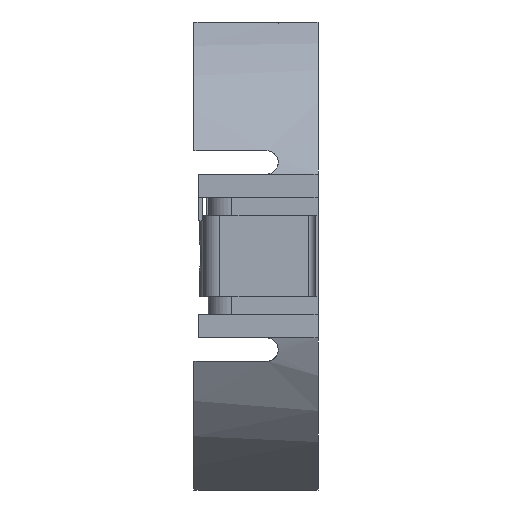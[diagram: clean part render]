
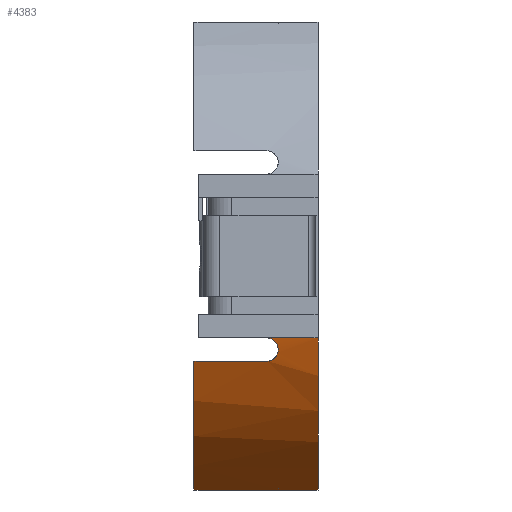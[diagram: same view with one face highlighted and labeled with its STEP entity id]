
A CAD part, left-side view. The second image highlights one B-rep face of the part: STEP entity #4383.
In plain terms, the highlighted cylindrical face has radius 11.2 mm (diameter 22.4 mm), a partial arc.
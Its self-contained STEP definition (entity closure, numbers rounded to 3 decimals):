
#2125 = VERTEX_POINT('',#2126);
#2126 = CARTESIAN_POINT('',(-5.044,5.3,-10.));
#2132 = EDGE_CURVE('',#2133,#2125,#2135,.T.);
#2133 = VERTEX_POINT('',#2134);
#2134 = CARTESIAN_POINT('',(-10.256,5.3,-4.5));
#2135 = CIRCLE('',#2136,11.2);
#2136 = AXIS2_PLACEMENT_3D('',#2137,#2138,#2139);
#2137 = CARTESIAN_POINT('',(0.,5.3,0.));
#2138 = DIRECTION('',(0.,-1.,0.));
#2139 = DIRECTION('',(0.,0.,-1.));
#2161 = VERTEX_POINT('',#2162);
#2162 = CARTESIAN_POINT('',(-5.044,1.7,-10.));
#2168 = EDGE_CURVE('',#2125,#2161,#2169,.T.);
#2169 = LINE('',#2170,#2171);
#2170 = CARTESIAN_POINT('',(-5.044,5.3,-10.));
#2171 = VECTOR('',#2172,1.);
#2172 = DIRECTION('',(0.,-1.,0.));
#3512 = VERTEX_POINT('',#3513);
#3513 = CARTESIAN_POINT('',(-10.256,2.2,-4.5));
#3552 = VERTEX_POINT('',#3553);
#3553 = CARTESIAN_POINT('',(-10.639,2.2,-3.5));
#3559 = EDGE_CURVE('',#3552,#3512,#3560,.T.);
#3560 = B_SPLINE_CURVE_WITH_KNOTS('',3,(#3561,#3562,#3563,#3564,#3565,
    #3566,#3567,#3568,#3569,#3570,#3571,#3572,#3573,#3574,#3575,#3576,
    #3577,#3578),.UNSPECIFIED.,.F.,.F.,(4,2,2,2,2,2,2,2,4),(0.,
    0.019,0.038,0.058,
    0.078,0.098,0.118,
    0.137,0.156),.UNSPECIFIED.);
#3561 = CARTESIAN_POINT('',(-10.639,2.2,-3.5));
#3562 = CARTESIAN_POINT('',(-10.639,2.137,-3.5));
#3563 = CARTESIAN_POINT('',(-10.635,2.071,
    -3.512));
#3564 = CARTESIAN_POINT('',(-10.618,1.949,
    -3.562));
#3565 = CARTESIAN_POINT('',(-10.606,1.894,
    -3.6));
#3566 = CARTESIAN_POINT('',(-10.576,1.804,
    -3.688));
#3567 = CARTESIAN_POINT('',(-10.555,1.764,
    -3.745));
#3568 = CARTESIAN_POINT('',(-10.51,1.712,
    -3.87));
#3569 = CARTESIAN_POINT('',(-10.485,1.7,-3.937));
#3570 = CARTESIAN_POINT('',(-10.437,1.7,-4.063));
#3571 = CARTESIAN_POINT('',(-10.41,1.713,
    -4.131));
#3572 = CARTESIAN_POINT('',(-10.36,1.765,
    -4.256));
#3573 = CARTESIAN_POINT('',(-10.336,1.805,
    -4.313));
#3574 = CARTESIAN_POINT('',(-10.299,1.895,
    -4.401));
#3575 = CARTESIAN_POINT('',(-10.283,1.95,
    -4.438));
#3576 = CARTESIAN_POINT('',(-10.262,2.071,
    -4.487));
#3577 = CARTESIAN_POINT('',(-10.256,2.137,-4.5));
#3578 = CARTESIAN_POINT('',(-10.256,2.2,-4.5));
#3607 = EDGE_CURVE('',#3512,#2133,#3608,.T.);
#3608 = LINE('',#3609,#3610);
#3609 = CARTESIAN_POINT('',(-10.256,2.2,-4.5));
#3610 = VECTOR('',#3611,1.);
#3611 = DIRECTION('',(0.,1.,0.));
#4366 = VERTEX_POINT('',#4367);
#4367 = CARTESIAN_POINT('',(-5.044,0.,-10.));
#4373 = EDGE_CURVE('',#2161,#4366,#4374,.T.);
#4374 = LINE('',#4375,#4376);
#4375 = CARTESIAN_POINT('',(-5.044,1.7,-10.));
#4376 = VECTOR('',#4377,1.);
#4377 = DIRECTION('',(0.,-1.,0.));
#4383 = ADVANCED_FACE('',(#4384),#4406,.T.);
#4384 = FACE_BOUND('',#4385,.T.);
#4385 = EDGE_LOOP('',(#4386,#4395,#4401,#4402,#4403,#4404,#4405));
#4386 = ORIENTED_EDGE('',*,*,#4387,.T.);
#4387 = EDGE_CURVE('',#4366,#4388,#4390,.T.);
#4388 = VERTEX_POINT('',#4389);
#4389 = CARTESIAN_POINT('',(-10.639,0.,-3.5));
#4390 = CIRCLE('',#4391,11.2);
#4391 = AXIS2_PLACEMENT_3D('',#4392,#4393,#4394);
#4392 = CARTESIAN_POINT('',(0.,0.,0.));
#4393 = DIRECTION('',(0.,1.,0.));
#4394 = DIRECTION('',(0.,0.,-1.));
#4395 = ORIENTED_EDGE('',*,*,#4396,.T.);
#4396 = EDGE_CURVE('',#4388,#3552,#4397,.T.);
#4397 = LINE('',#4398,#4399);
#4398 = CARTESIAN_POINT('',(-10.639,0.,-3.5));
#4399 = VECTOR('',#4400,1.);
#4400 = DIRECTION('',(0.,1.,0.));
#4401 = ORIENTED_EDGE('',*,*,#3559,.T.);
#4402 = ORIENTED_EDGE('',*,*,#3607,.T.);
#4403 = ORIENTED_EDGE('',*,*,#2132,.T.);
#4404 = ORIENTED_EDGE('',*,*,#2168,.T.);
#4405 = ORIENTED_EDGE('',*,*,#4373,.T.);
#4406 = CYLINDRICAL_SURFACE('',#4407,11.2);
#4407 = AXIS2_PLACEMENT_3D('',#4408,#4409,#4410);
#4408 = CARTESIAN_POINT('',(0.,5.3,0.));
#4409 = DIRECTION('',(0.,-1.,0.));
#4410 = DIRECTION('',(0.,0.,-1.));
